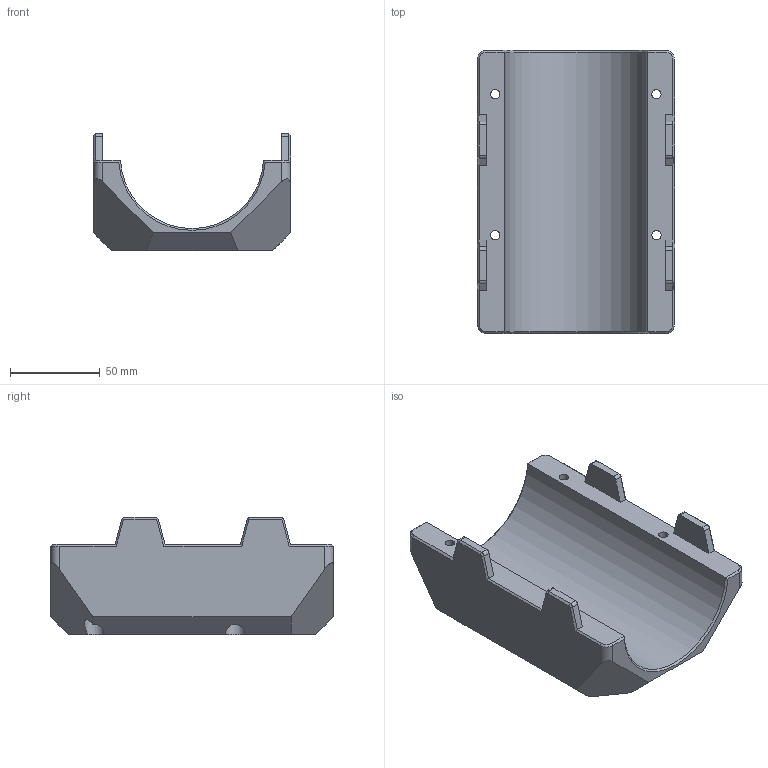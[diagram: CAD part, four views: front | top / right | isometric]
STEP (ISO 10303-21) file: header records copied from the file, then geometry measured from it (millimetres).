
FILE_DESCRIPTION(/* description */ (''),/* implementation_level */ '2;1');
FILE_NAME(/* name */ 'Spindle Mount_Spindle mount 80mm part A v3.step',/* time_stamp */ '2024-02-10T14:25:48-05:00',/* author */ (''),/* organization */ (''),/* preprocessor_version */ 'ST-DEVELOPER v20',/* originating_system */ 'Autodesk Translation Framework v12.20.1.177',/* authorisation */ '');
FILE_SCHEMA (('AUTOMOTIVE_DESIGN { 1 0 10303 214 3 1 1 }'));
Length unit declared in the file: millimetre
Products named in the file (1): Spindle  Mount_Spindle mount 80mm part A
Bounding box: 110 x 158 x 65.37 mm (x, y, z)
Volume: 440849 mm3; surface area: 68966.5 mm2
Topology: 1 solids, 1 shells, 180 faces, 478 edges, 300 vertices
Faces by surface type: plane 137, cylinder 21, cone 14, bspline 8
Full cylindrical faces by diameter (mm): 5.2 x4, 11 x4
Entity records: 5648 total; most frequent: CARTESIAN_POINT 1131, ORIENTED_EDGE 956, DIRECTION 898, EDGE_CURVE 478, LINE 364, VECTOR 364, VERTEX_POINT 300, AXIS2_PLACEMENT_3D 267
